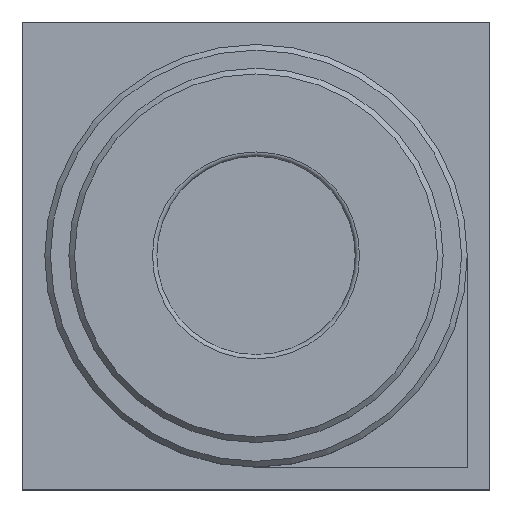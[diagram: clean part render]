
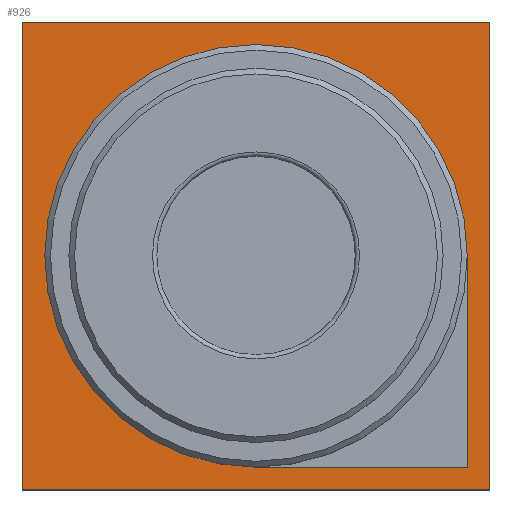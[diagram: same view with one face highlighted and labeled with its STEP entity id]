
A CAD part, top view. The second image highlights one B-rep face of the part: STEP entity #926.
In plain terms, the highlighted planar face has unit normal (0, 0, 1).
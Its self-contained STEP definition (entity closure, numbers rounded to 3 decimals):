
#25=FACE_BOUND('',#148,.T.);
#34=CIRCLE('',#1001,1.49);
#88=FACE_OUTER_BOUND('',#147,.T.);
#147=EDGE_LOOP('',(#745,#746,#747,#748));
#148=EDGE_LOOP('',(#749,#750,#751));
#255=LINE('',#1463,#363);
#259=LINE('',#1471,#367);
#262=LINE('',#1480,#370);
#263=LINE('',#1482,#371);
#264=LINE('',#1484,#372);
#265=LINE('',#1485,#373);
#363=VECTOR('',#1191,10.);
#367=VECTOR('',#1197,10.);
#370=VECTOR('',#1206,10.);
#371=VECTOR('',#1207,10.);
#372=VECTOR('',#1208,10.);
#373=VECTOR('',#1209,10.);
#439=VERTEX_POINT('',#1461);
#440=VERTEX_POINT('',#1462);
#443=VERTEX_POINT('',#1470);
#445=VERTEX_POINT('',#1478);
#446=VERTEX_POINT('',#1479);
#447=VERTEX_POINT('',#1481);
#448=VERTEX_POINT('',#1483);
#546=EDGE_CURVE('',#439,#440,#255,.T.);
#550=EDGE_CURVE('',#440,#443,#259,.T.);
#554=EDGE_CURVE('',#445,#446,#262,.T.);
#555=EDGE_CURVE('',#446,#447,#263,.T.);
#556=EDGE_CURVE('',#447,#448,#264,.T.);
#557=EDGE_CURVE('',#448,#445,#265,.T.);
#558=EDGE_CURVE('',#443,#439,#34,.T.);
#745=ORIENTED_EDGE('',*,*,#554,.T.);
#746=ORIENTED_EDGE('',*,*,#555,.T.);
#747=ORIENTED_EDGE('',*,*,#556,.T.);
#748=ORIENTED_EDGE('',*,*,#557,.T.);
#749=ORIENTED_EDGE('',*,*,#546,.T.);
#750=ORIENTED_EDGE('',*,*,#550,.T.);
#751=ORIENTED_EDGE('',*,*,#558,.T.);
#877=PLANE('',#1000);
#926=ADVANCED_FACE('',(#88,#25),#877,.T.);
#1000=AXIS2_PLACEMENT_3D('',#1477,#1204,#1205);
#1001=AXIS2_PLACEMENT_3D('',#1486,#1210,#1211);
#1191=DIRECTION('',(0.,-1.,0.));
#1197=DIRECTION('',(-1.,0.,0.));
#1204=DIRECTION('center_axis',(0.,0.,1.));
#1205=DIRECTION('ref_axis',(1.,0.,0.));
#1206=DIRECTION('',(-1.,0.,0.));
#1207=DIRECTION('',(0.,-1.,0.));
#1208=DIRECTION('',(1.,0.,0.));
#1209=DIRECTION('',(0.,1.,0.));
#1210=DIRECTION('center_axis',(0.,0.,-1.));
#1211=DIRECTION('ref_axis',(-1.,0.,0.));
#1461=CARTESIAN_POINT('',(1.49,0.,0.5));
#1462=CARTESIAN_POINT('',(1.49,-1.49,0.5));
#1463=CARTESIAN_POINT('',(1.49,-0.745,0.5));
#1470=CARTESIAN_POINT('',(0.,-1.49,0.5));
#1471=CARTESIAN_POINT('',(0.,-1.49,0.5));
#1477=CARTESIAN_POINT('Origin',(0.,0.,
0.5));
#1478=CARTESIAN_POINT('',(1.65,1.65,0.5));
#1479=CARTESIAN_POINT('',(-1.65,1.65,0.5));
#1480=CARTESIAN_POINT('',(-1.65,1.65,0.5));
#1481=CARTESIAN_POINT('',(-1.65,-1.65,0.5));
#1482=CARTESIAN_POINT('',(-1.65,-1.65,0.5));
#1483=CARTESIAN_POINT('',(1.65,-1.65,0.5));
#1484=CARTESIAN_POINT('',(1.65,-1.65,0.5));
#1485=CARTESIAN_POINT('',(1.65,1.65,0.5));
#1486=CARTESIAN_POINT('Origin',(0.,0.,0.5));
